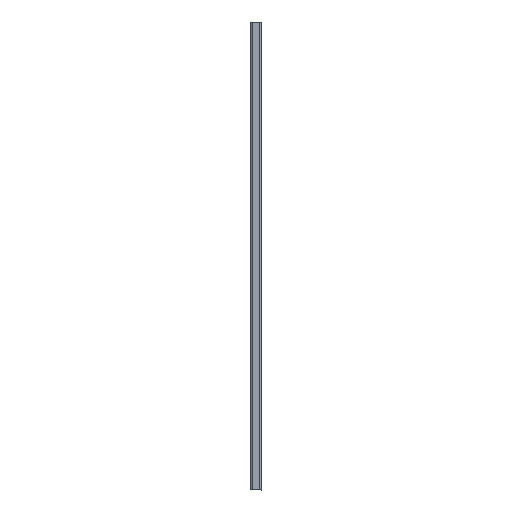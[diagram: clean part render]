
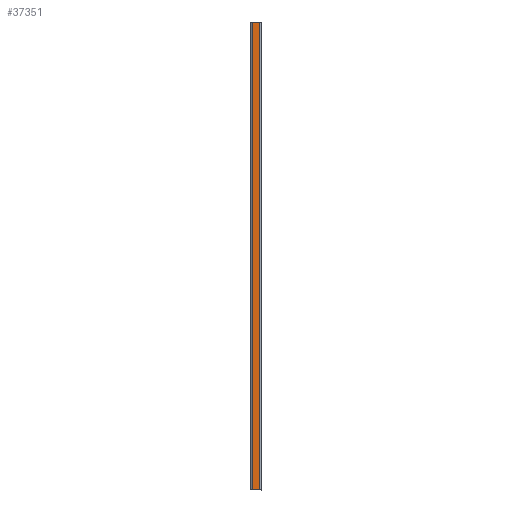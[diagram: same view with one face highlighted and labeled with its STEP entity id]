
A CAD part, left-side view. The second image highlights one B-rep face of the part: STEP entity #37351.
In plain terms, the highlighted planar face has unit normal (-1, 0, 0).
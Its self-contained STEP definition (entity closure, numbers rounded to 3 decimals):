
#2215 = EDGE_LOOP ( 'NONE', ( #33639, #8905, #18297, #5163 ) ) ;
#2417 = FACE_OUTER_BOUND ( 'NONE', #2215, .T. ) ;
#4109 = LINE ( 'NONE', #47965, #23722 ) ;
#4355 = LINE ( 'NONE', #22102, #11086 ) ;
#4506 = EDGE_CURVE ( 'NONE', #41816, #21216, #34011, .T. ) ;
#4778 = DIRECTION ( 'NONE',  ( 0., 0., 1. ) ) ;
#4959 = CARTESIAN_POINT ( 'NONE',  ( -20.5, 0., -450. ) ) ;
#5163 = ORIENTED_EDGE ( 'NONE', *, *, #19185, .T. ) ;
#5229 = VECTOR ( 'NONE', #22767, 1000. ) ;
#6723 = CARTESIAN_POINT ( 'NONE',  ( -20.5, 17.25, -900. ) ) ;
#8748 = DIRECTION ( 'NONE',  ( 0., 0., -1. ) ) ;
#8905 = ORIENTED_EDGE ( 'NONE', *, *, #25641, .F. ) ;
#11086 = VECTOR ( 'NONE', #29996, 1000. ) ;
#18241 = LINE ( 'NONE', #32724, #21272 ) ;
#18297 = ORIENTED_EDGE ( 'NONE', *, *, #19175, .F. ) ;
#18372 = CARTESIAN_POINT ( 'NONE',  ( -20.5, 3.75, 0. ) ) ;
#19175 = EDGE_CURVE ( 'NONE', #48719, #36989, #18241, .T. ) ;
#19185 = EDGE_CURVE ( 'NONE', #48719, #41816, #4109, .T. ) ;
#21216 = VERTEX_POINT ( 'NONE', #35865 ) ;
#21272 = VECTOR ( 'NONE', #28426, 1000. ) ;
#22102 = CARTESIAN_POINT ( 'NONE',  ( -20.5, 17.25, -450. ) ) ;
#22767 = DIRECTION ( 'NONE',  ( 0., 1., 0. ) ) ;
#23722 = VECTOR ( 'NONE', #4778, 1000. ) ;
#25641 = EDGE_CURVE ( 'NONE', #36989, #21216, #4355, .T. ) ;
#28426 = DIRECTION ( 'NONE',  ( 0., 1., 0. ) ) ;
#29996 = DIRECTION ( 'NONE',  ( 0., 0., 1. ) ) ;
#32724 = CARTESIAN_POINT ( 'NONE',  ( -20.5, 0., -900. ) ) ;
#33639 = ORIENTED_EDGE ( 'NONE', *, *, #4506, .T. ) ;
#34011 = LINE ( 'NONE', #49827, #5229 ) ;
#35865 = CARTESIAN_POINT ( 'NONE',  ( -20.5, 17.25, 0. ) ) ;
#36989 = VERTEX_POINT ( 'NONE', #6723 ) ;
#37351 = ADVANCED_FACE ( 'NONE', ( #2417 ), #47635, .F. ) ;
#41816 = VERTEX_POINT ( 'NONE', #18372 ) ;
#42656 = CARTESIAN_POINT ( 'NONE',  ( -20.5, 3.75, -900. ) ) ;
#44191 = DIRECTION ( 'NONE',  ( 1., 0., 0. ) ) ;
#46854 = AXIS2_PLACEMENT_3D ( 'NONE', #4959, #44191, #8748 ) ;
#47635 = PLANE ( 'NONE',  #46854 ) ;
#47965 = CARTESIAN_POINT ( 'NONE',  ( -20.5, 3.75, -450. ) ) ;
#48719 = VERTEX_POINT ( 'NONE', #42656 ) ;
#49827 = CARTESIAN_POINT ( 'NONE',  ( -20.5, 0., 0. ) ) ;
